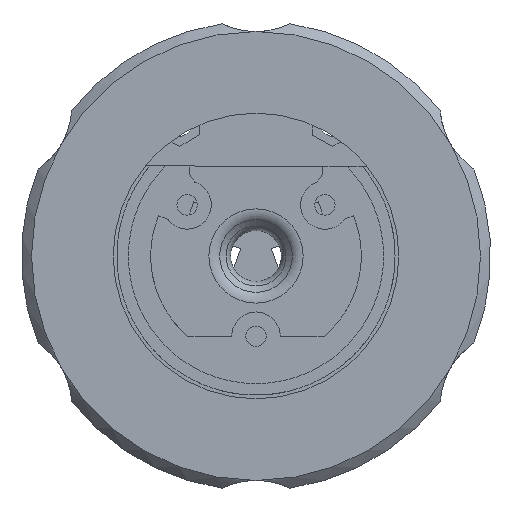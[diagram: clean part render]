
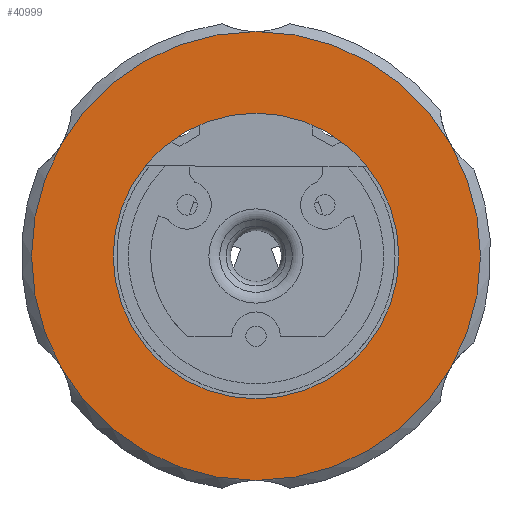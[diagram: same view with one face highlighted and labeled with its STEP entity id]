
A CAD part, front view. The second image highlights one B-rep face of the part: STEP entity #40999.
In plain terms, the highlighted planar face has unit normal (0, -1, 0).
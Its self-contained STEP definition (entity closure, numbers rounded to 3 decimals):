
#269=FACE_BOUND('',#5507,.T.);
#437=CIRCLE('',#43689,44.007);
#441=CIRCLE('',#43697,44.007);
#445=CIRCLE('',#43705,44.007);
#449=CIRCLE('',#43713,44.007);
#453=CIRCLE('',#43721,44.007);
#456=CIRCLE('',#43728,44.007);
#457=CIRCLE('',#43730,28.);
#2958=FACE_OUTER_BOUND('',#5506,.T.);
#5506=EDGE_LOOP('',(#36062,#36063,#36064,#36065,#36066,#36067));
#5507=EDGE_LOOP('',(#36068));
#19260=VERTEX_POINT('',#67146);
#19267=VERTEX_POINT('',#67189);
#19273=VERTEX_POINT('',#67237);
#19279=VERTEX_POINT('',#67285);
#19285=VERTEX_POINT('',#67333);
#19291=VERTEX_POINT('',#67381);
#19294=VERTEX_POINT('',#67692);
#24843=EDGE_CURVE('',#19267,#19260,#437,.T.);
#24853=EDGE_CURVE('',#19273,#19267,#441,.T.);
#24863=EDGE_CURVE('',#19279,#19273,#445,.T.);
#24873=EDGE_CURVE('',#19285,#19279,#449,.T.);
#24883=EDGE_CURVE('',#19291,#19285,#453,.T.);
#24890=EDGE_CURVE('',#19260,#19291,#456,.T.);
#24891=EDGE_CURVE('',#19294,#19294,#457,.T.);
#36062=ORIENTED_EDGE('',*,*,#24883,.F.);
#36063=ORIENTED_EDGE('',*,*,#24890,.F.);
#36064=ORIENTED_EDGE('',*,*,#24843,.F.);
#36065=ORIENTED_EDGE('',*,*,#24853,.F.);
#36066=ORIENTED_EDGE('',*,*,#24863,.F.);
#36067=ORIENTED_EDGE('',*,*,#24873,.F.);
#36068=ORIENTED_EDGE('',*,*,#24891,.T.);
#38499=PLANE('',#43729);
#40999=ADVANCED_FACE('',(#2958,#269),#38499,.T.);
#43689=AXIS2_PLACEMENT_3D('',#67198,#54357,#54358);
#43697=AXIS2_PLACEMENT_3D('',#67246,#54375,#54376);
#43705=AXIS2_PLACEMENT_3D('',#67294,#54393,#54394);
#43713=AXIS2_PLACEMENT_3D('',#67342,#54411,#54412);
#43721=AXIS2_PLACEMENT_3D('',#67390,#54429,#54430);
#43728=AXIS2_PLACEMENT_3D('',#67690,#54443,#54444);
#43729=AXIS2_PLACEMENT_3D('',#67691,#54445,#54446);
#43730=AXIS2_PLACEMENT_3D('',#67693,#54447,#54448);
#54357=DIRECTION('center_axis',(0.,1.,0.));
#54358=DIRECTION('ref_axis',(1.,0.,0.));
#54375=DIRECTION('center_axis',(0.,1.,0.));
#54376=DIRECTION('ref_axis',(1.,0.,0.));
#54393=DIRECTION('center_axis',(0.,1.,0.));
#54394=DIRECTION('ref_axis',(1.,0.,0.));
#54411=DIRECTION('center_axis',(0.,1.,0.));
#54412=DIRECTION('ref_axis',(1.,0.,0.));
#54429=DIRECTION('center_axis',(0.,1.,0.));
#54430=DIRECTION('ref_axis',(1.,0.,0.));
#54443=DIRECTION('center_axis',(0.,1.,0.));
#54444=DIRECTION('ref_axis',(1.,0.,0.));
#54445=DIRECTION('center_axis',(0.,-1.,0.));
#54446=DIRECTION('ref_axis',(1.,0.,0.));
#54447=DIRECTION('center_axis',(0.,1.,0.));
#54448=DIRECTION('ref_axis',(1.,0.,0.));
#67146=CARTESIAN_POINT('',(-148.11,22.,397.004));
#67189=CARTESIAN_POINT('',(-148.11,22.,352.997));
#67198=CARTESIAN_POINT('Origin',(-109.999,22.,375.001));
#67237=CARTESIAN_POINT('',(-109.999,22.,330.994));
#67246=CARTESIAN_POINT('Origin',(-109.999,22.,375.001));
#67285=CARTESIAN_POINT('',(-71.888,22.,352.997));
#67294=CARTESIAN_POINT('Origin',(-109.999,22.,375.001));
#67333=CARTESIAN_POINT('',(-71.888,22.,397.004));
#67342=CARTESIAN_POINT('Origin',(-109.999,22.,375.001));
#67381=CARTESIAN_POINT('',(-109.999,22.,419.008));
#67390=CARTESIAN_POINT('Origin',(-109.999,22.,375.001));
#67690=CARTESIAN_POINT('Origin',(-109.999,22.,375.001));
#67691=CARTESIAN_POINT('Origin',(-109.999,22.,375.001));
#67692=CARTESIAN_POINT('',(-137.999,22.,375.001));
#67693=CARTESIAN_POINT('Origin',(-109.999,22.,375.001));
